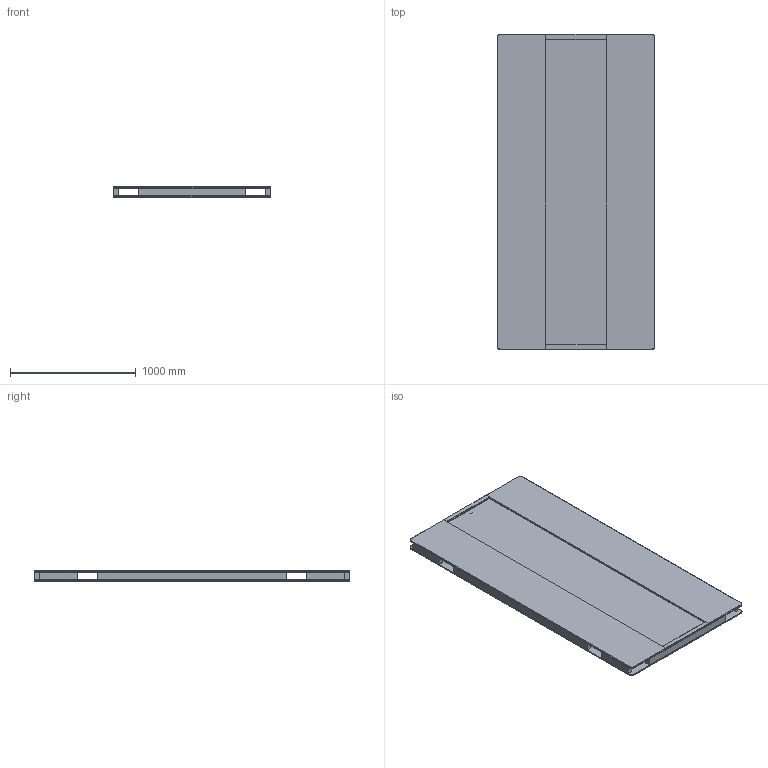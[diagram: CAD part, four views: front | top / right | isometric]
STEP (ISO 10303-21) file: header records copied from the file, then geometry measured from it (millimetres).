
FILE_DESCRIPTION(/* description */ (''),/* implementation_level */ '2;1');
FILE_NAME(/* name */ 'Structural Panel 84 Anja B Light Column Double Sided v1.step',/* time_stamp */ '2016-05-05T01:07:34+02:00',/* author */ (''),/* organization */ (''),/* preprocessor_version */ 'ST-DEVELOPER v16.2',/* originating_system */ 'Autodesk Translation Framework v4.3.0.3010',/* authorisation */ '');
FILE_SCHEMA (('AUTOMOTIVE_DESIGN { 1 0 10303 214 3 1 1 }'));
Length unit declared in the file: centimetre
Products named in the file (9): Structural Panel 84 Anja B Light Column Double Sided v1; KVH 1500; KVH 850; KVH 300; Lamp Socket; Light Bulb; 12x40x ?; Translucent Fabric; PLY 12x416x2500
Assembly tree (18 placements, depth 2):
  Structural Panel 84 Anja B Light Column Double Sided v1
    KVH 1500  x2
    KVH 850  x2
    KVH 300  x4
    PLY 12x416x2500  x2
    Translucent Fabric  x2
    12x40x ?  x4
    Lamp Socket
    Light Bulb
Bounding box: 1250 x 2500 x 84.06 mm (x, y, z)
Volume: 61712569.9 mm3; surface area: 14032080 mm2
Topology: 20 solids, 20 shells, 231 faces, 463 edges, 271 vertices
Faces by surface type: plane 211, cylinder 10, cone 9, sphere 1
Full cylindrical faces by diameter (mm): 40 x1, 50 x1
Entity records: 2396 total; most frequent: DIRECTION 406, CARTESIAN_POINT 378, ORIENTED_EDGE 330, EDGE_CURVE 165, LINE 148, VECTOR 148, AXIS2_PLACEMENT_3D 129, VERTEX_POINT 101
